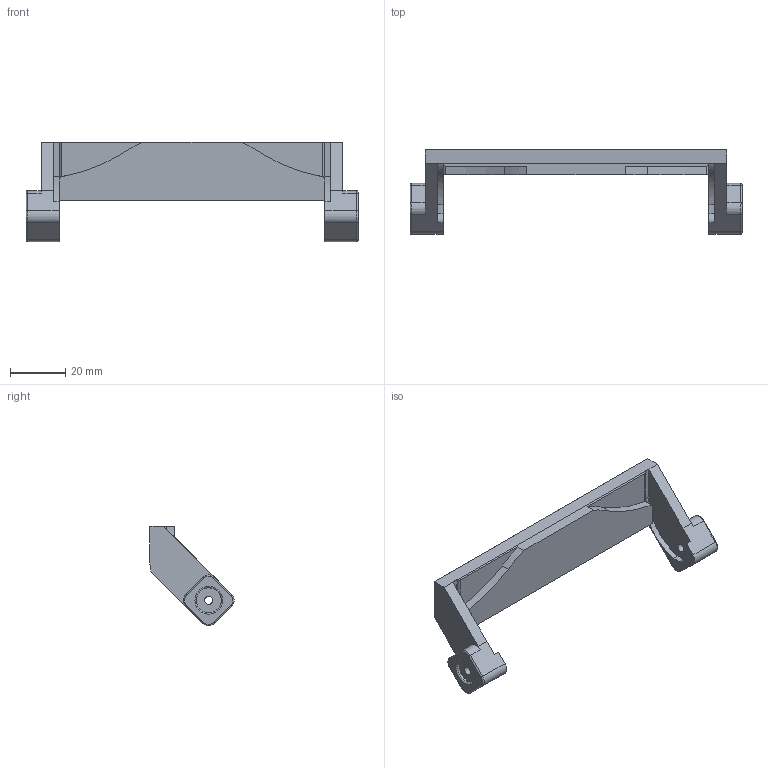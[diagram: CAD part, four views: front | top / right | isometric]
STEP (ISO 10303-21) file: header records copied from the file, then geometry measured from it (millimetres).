
FILE_DESCRIPTION(/* description */ (''),/* implementation_level */ '2;1');
FILE_NAME(/* name */ 'Head_bar v4.step',/* time_stamp */ '2018-10-19T17:19:45+11:00',/* author */ ('TaylorY96'),/* organization */ (''),/* preprocessor_version */ 'ST-DEVELOPER v17.2',/* originating_system */ 'Autodesk Translation Framework v7.6.0.251',/* authorisation */ '');
FILE_SCHEMA (('AUTOMOTIVE_DESIGN { 1 0 10303 214 3 1 1 }'));
Length unit declared in the file: millimetre
Products named in the file (1): Head_bar
Bounding box: 120 x 30.49 x 35.93 mm (x, y, z)
Volume: 22720.2 mm3; surface area: 9901.4 mm2
Topology: 1 solids, 1 shells, 100 faces, 272 edges, 178 vertices
Faces by surface type: cylinder 45, plane 45, torus 10
Full cylindrical faces by diameter (mm): 3 x4, 9 x2
Entity records: 3250 total; most frequent: CARTESIAN_POINT 575, DIRECTION 574, ORIENTED_EDGE 544, EDGE_CURVE 272, AXIS2_PLACEMENT_3D 207, VERTEX_POINT 178, LINE 160, VECTOR 160
